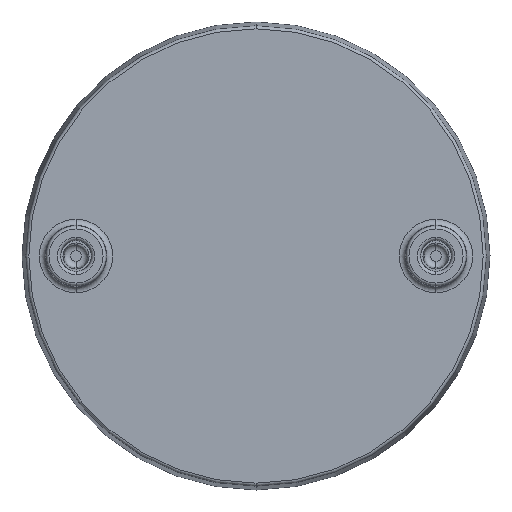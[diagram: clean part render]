
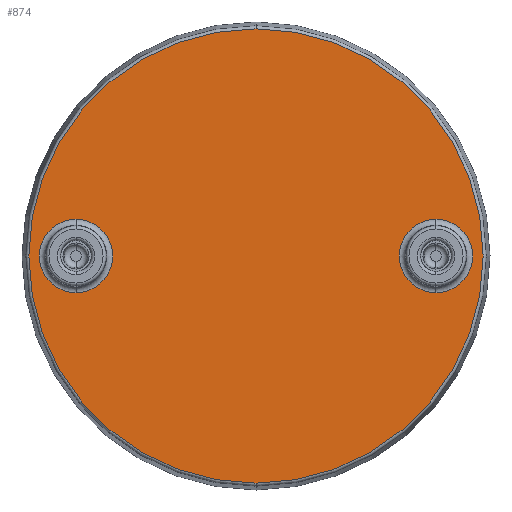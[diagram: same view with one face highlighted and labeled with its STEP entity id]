
A CAD part, front view. The second image highlights one B-rep face of the part: STEP entity #874.
In plain terms, the highlighted planar face has unit normal (0, -1, 0).
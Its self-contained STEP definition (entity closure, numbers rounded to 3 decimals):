
#54 = ORIENTED_EDGE ( 'NONE', *, *, #82, .T. ) ;
#55 = CARTESIAN_POINT ( 'NONE',  ( -12., 35.9, 0. ) ) ;
#80 = CARTESIAN_POINT ( 'NONE',  ( -12., 35.9, -2.445 ) ) ;
#82 = EDGE_CURVE ( 'NONE', #93, #634, #639, .T. ) ;
#93 = VERTEX_POINT ( 'NONE', #1112 ) ;
#101 = CARTESIAN_POINT ( 'NONE',  ( -12., 35.9, 0. ) ) ;
#105 = DIRECTION ( 'NONE',  ( 0., 0., -1. ) ) ;
#120 = CARTESIAN_POINT ( 'NONE',  ( -12., 35.9, 2.445 ) ) ;
#133 = AXIS2_PLACEMENT_3D ( 'NONE', #556, #209, #1169 ) ;
#176 = DIRECTION ( 'NONE',  ( 0., 0., -1. ) ) ;
#209 = DIRECTION ( 'NONE',  ( 0., -1., 0. ) ) ;
#236 = AXIS2_PLACEMENT_3D ( 'NONE', #884, #677, #842 ) ;
#252 = FACE_OUTER_BOUND ( 'NONE', #259, .T. ) ;
#259 = EDGE_LOOP ( 'NONE', ( #781, #488 ) ) ;
#269 = EDGE_CURVE ( 'NONE', #278, #356, #751, .T. ) ;
#278 = VERTEX_POINT ( 'NONE', #120 ) ;
#328 = EDGE_CURVE ( 'NONE', #601, #393, #363, .T. ) ;
#345 = DIRECTION ( 'NONE',  ( 0., 0., -1. ) ) ;
#356 = VERTEX_POINT ( 'NONE', #80 ) ;
#363 = CIRCLE ( 'NONE', #133, 15.145 ) ;
#393 = VERTEX_POINT ( 'NONE', #1011 ) ;
#405 = DIRECTION ( 'NONE',  ( 0., 0., -1. ) ) ;
#425 = FACE_BOUND ( 'NONE', #490, .T. ) ;
#488 = ORIENTED_EDGE ( 'NONE', *, *, #328, .T. ) ;
#490 = EDGE_LOOP ( 'NONE', ( #54, #1108 ) ) ;
#516 = PLANE ( 'NONE',  #1149 ) ;
#524 = AXIS2_PLACEMENT_3D ( 'NONE', #101, #793, #616 ) ;
#536 = CARTESIAN_POINT ( 'NONE',  ( 0., 35.9, 15.145 ) ) ;
#556 = CARTESIAN_POINT ( 'NONE',  ( 0., 35.9, 0. ) ) ;
#594 = EDGE_CURVE ( 'NONE', #393, #601, #1103, .T. ) ;
#597 = DIRECTION ( 'NONE',  ( 0., -1., 0. ) ) ;
#598 = CARTESIAN_POINT ( 'NONE',  ( 12., 35.9, 2.445 ) ) ;
#601 = VERTEX_POINT ( 'NONE', #536 ) ;
#616 = DIRECTION ( 'NONE',  ( 0., 0., -1. ) ) ;
#634 = VERTEX_POINT ( 'NONE', #598 ) ;
#639 = CIRCLE ( 'NONE', #236, 2.445 ) ;
#645 = DIRECTION ( 'NONE',  ( 0., -1., 0. ) ) ;
#677 = DIRECTION ( 'NONE',  ( 0., 1., 0. ) ) ;
#706 = EDGE_CURVE ( 'NONE', #634, #93, #817, .T. ) ;
#708 = DIRECTION ( 'NONE',  ( 0., 1., 0. ) ) ;
#751 = CIRCLE ( 'NONE', #524, 2.445 ) ;
#757 = CIRCLE ( 'NONE', #1046, 2.445 ) ;
#768 = AXIS2_PLACEMENT_3D ( 'NONE', #1101, #708, #105 ) ;
#779 = DIRECTION ( 'NONE',  ( 0., 1., 0. ) ) ;
#781 = ORIENTED_EDGE ( 'NONE', *, *, #594, .T. ) ;
#792 = EDGE_CURVE ( 'NONE', #356, #278, #757, .T. ) ;
#793 = DIRECTION ( 'NONE',  ( 0., 1., 0. ) ) ;
#817 = CIRCLE ( 'NONE', #768, 2.445 ) ;
#821 = ORIENTED_EDGE ( 'NONE', *, *, #792, .T. ) ;
#827 = AXIS2_PLACEMENT_3D ( 'NONE', #1139, #597, #345 ) ;
#842 = DIRECTION ( 'NONE',  ( 0., 0., -1. ) ) ;
#874 = ADVANCED_FACE ( 'NONE', ( #1141, #425, #252 ), #516, .T. ) ;
#884 = CARTESIAN_POINT ( 'NONE',  ( 12., 35.9, 0. ) ) ;
#1000 = CARTESIAN_POINT ( 'NONE',  ( -15.319, 35.9, 0. ) ) ;
#1011 = CARTESIAN_POINT ( 'NONE',  ( 0., 35.9, -15.145 ) ) ;
#1039 = EDGE_LOOP ( 'NONE', ( #821, #1089 ) ) ;
#1046 = AXIS2_PLACEMENT_3D ( 'NONE', #55, #779, #176 ) ;
#1089 = ORIENTED_EDGE ( 'NONE', *, *, #269, .T. ) ;
#1101 = CARTESIAN_POINT ( 'NONE',  ( 12., 35.9, 0. ) ) ;
#1103 = CIRCLE ( 'NONE', #827, 15.145 ) ;
#1108 = ORIENTED_EDGE ( 'NONE', *, *, #706, .T. ) ;
#1112 = CARTESIAN_POINT ( 'NONE',  ( 12., 35.9, -2.445 ) ) ;
#1139 = CARTESIAN_POINT ( 'NONE',  ( 0., 35.9, 0. ) ) ;
#1141 = FACE_BOUND ( 'NONE', #1039, .T. ) ;
#1149 = AXIS2_PLACEMENT_3D ( 'NONE', #1000, #645, #405 ) ;
#1169 = DIRECTION ( 'NONE',  ( 0., 0., -1. ) ) ;
